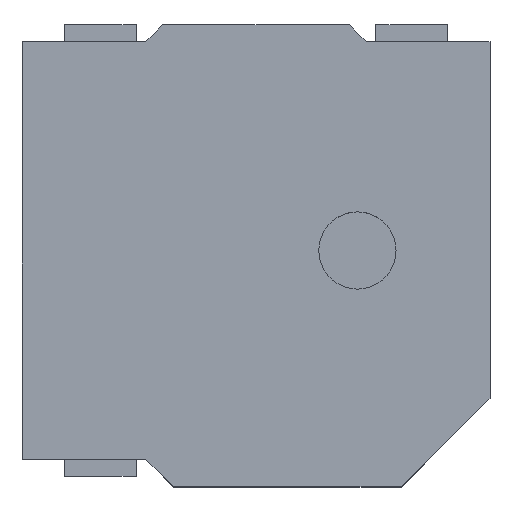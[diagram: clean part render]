
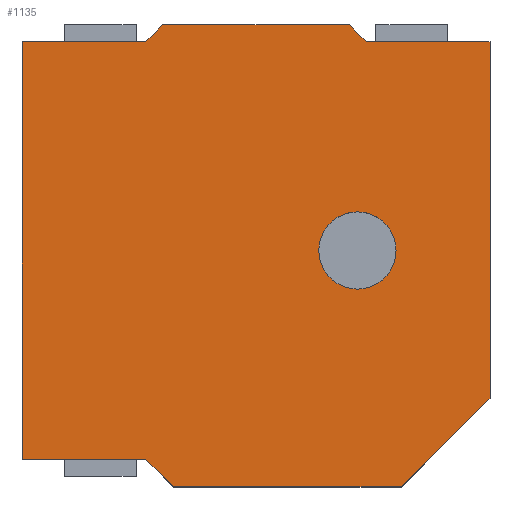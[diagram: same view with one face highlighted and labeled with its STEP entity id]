
A CAD part, top view. The second image highlights one B-rep face of the part: STEP entity #1135.
In plain terms, the highlighted planar face has unit normal (0, 0, 1).
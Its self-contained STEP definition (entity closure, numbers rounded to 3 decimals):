
#22=FACE_BOUND('',#127,.T.);
#28=CIRCLE('',#1195,0.435);
#61=FACE_OUTER_BOUND('',#126,.T.);
#126=EDGE_LOOP('',(#835,#836,#837,#838,#839,#840,#841,#842,#843,#844,#845));
#127=EDGE_LOOP('',(#846));
#222=LINE('',#1681,#361);
#224=LINE('',#1685,#363);
#227=LINE('',#1691,#366);
#230=LINE('',#1697,#369);
#233=LINE('',#1702,#372);
#235=LINE('',#1706,#374);
#238=LINE('',#1712,#377);
#241=LINE('',#1718,#380);
#244=LINE('',#1723,#383);
#247=LINE('',#1729,#386);
#249=LINE('',#1732,#388);
#361=VECTOR('',#1351,1.);
#363=VECTOR('',#1355,1.);
#366=VECTOR('',#1360,1.);
#369=VECTOR('',#1365,1.);
#372=VECTOR('',#1370,1.);
#374=VECTOR('',#1374,1.);
#377=VECTOR('',#1379,1.);
#380=VECTOR('',#1384,1.);
#383=VECTOR('',#1389,1.);
#386=VECTOR('',#1394,1.);
#388=VECTOR('',#1398,1.);
#476=VERTEX_POINT('',#1627);
#495=VERTEX_POINT('',#1678);
#496=VERTEX_POINT('',#1680);
#497=VERTEX_POINT('',#1684);
#499=VERTEX_POINT('',#1690);
#501=VERTEX_POINT('',#1696);
#502=VERTEX_POINT('',#1701);
#503=VERTEX_POINT('',#1705);
#505=VERTEX_POINT('',#1711);
#507=VERTEX_POINT('',#1717);
#508=VERTEX_POINT('',#1721);
#510=VERTEX_POINT('',#1727);
#572=EDGE_CURVE('',#476,#476,#28,.T.);
#599=EDGE_CURVE('',#496,#495,#222,.T.);
#601=EDGE_CURVE('',#497,#496,#224,.T.);
#604=EDGE_CURVE('',#499,#497,#227,.T.);
#607=EDGE_CURVE('',#501,#499,#230,.T.);
#610=EDGE_CURVE('',#502,#501,#233,.T.);
#612=EDGE_CURVE('',#503,#502,#235,.T.);
#615=EDGE_CURVE('',#505,#503,#238,.T.);
#618=EDGE_CURVE('',#507,#505,#241,.T.);
#621=EDGE_CURVE('',#495,#508,#244,.T.);
#624=EDGE_CURVE('',#508,#510,#247,.T.);
#626=EDGE_CURVE('',#510,#507,#249,.T.);
#835=ORIENTED_EDGE('',*,*,#615,.T.);
#836=ORIENTED_EDGE('',*,*,#612,.T.);
#837=ORIENTED_EDGE('',*,*,#610,.T.);
#838=ORIENTED_EDGE('',*,*,#607,.T.);
#839=ORIENTED_EDGE('',*,*,#604,.T.);
#840=ORIENTED_EDGE('',*,*,#601,.T.);
#841=ORIENTED_EDGE('',*,*,#599,.T.);
#842=ORIENTED_EDGE('',*,*,#621,.T.);
#843=ORIENTED_EDGE('',*,*,#624,.T.);
#844=ORIENTED_EDGE('',*,*,#626,.T.);
#845=ORIENTED_EDGE('',*,*,#618,.T.);
#846=ORIENTED_EDGE('',*,*,#572,.F.);
#1011=PLANE('',#1218);
#1135=ADVANCED_FACE('',(#61,#22),#1011,.F.);
#1195=AXIS2_PLACEMENT_3D('',#1629,#1313,#1314);
#1218=AXIS2_PLACEMENT_3D('',#1745,#1418,#1419);
#1313=DIRECTION('center_axis',(0.,0.,1.));
#1314=DIRECTION('ref_axis',(-1.,0.,0.));
#1351=DIRECTION('',(0.,-1.,0.));
#1355=DIRECTION('',(-1.,0.,0.));
#1360=DIRECTION('',(-0.707,-0.707,0.));
#1365=DIRECTION('',(-1.,0.,0.));
#1370=DIRECTION('',(-0.707,0.707,0.));
#1374=DIRECTION('',(-1.,0.,0.));
#1379=DIRECTION('',(0.,1.,0.));
#1384=DIRECTION('',(0.707,0.707,0.));
#1389=DIRECTION('',(1.,0.,0.));
#1394=DIRECTION('',(0.707,-0.707,0.));
#1398=DIRECTION('',(1.,0.,0.));
#1418=DIRECTION('center_axis',(0.,0.,-1.));
#1419=DIRECTION('ref_axis',(1.,0.,0.));
#1627=CARTESIAN_POINT('',(1.588,0.06,2.01));
#1629=CARTESIAN_POINT('Origin',(1.153,0.06,2.01));
#1678=CARTESIAN_POINT('',(-2.621,-2.29,2.01));
#1680=CARTESIAN_POINT('',(-2.621,2.41,2.01));
#1681=CARTESIAN_POINT('',(-2.621,2.41,2.01));
#1684=CARTESIAN_POINT('',(-1.228,2.41,2.01));
#1685=CARTESIAN_POINT('',(-1.228,2.41,2.01));
#1690=CARTESIAN_POINT('',(-1.038,2.6,2.01));
#1691=CARTESIAN_POINT('',(-1.038,2.6,2.01));
#1696=CARTESIAN_POINT('',(1.062,2.6,2.01));
#1697=CARTESIAN_POINT('',(1.062,2.6,2.01));
#1701=CARTESIAN_POINT('',(1.251,2.41,2.01));
#1702=CARTESIAN_POINT('',(1.251,2.41,2.01));
#1705=CARTESIAN_POINT('',(2.645,2.41,2.01));
#1706=CARTESIAN_POINT('',(2.645,2.41,2.01));
#1711=CARTESIAN_POINT('',(2.645,-1.6,2.01));
#1712=CARTESIAN_POINT('',(2.645,2.41,2.01));
#1717=CARTESIAN_POINT('',(1.645,-2.6,2.01));
#1718=CARTESIAN_POINT('',(2.645,-1.6,2.01));
#1721=CARTESIAN_POINT('',(-1.228,-2.29,2.01));
#1723=CARTESIAN_POINT('',(-1.228,-2.29,2.01));
#1727=CARTESIAN_POINT('',(-0.917,-2.6,2.01));
#1729=CARTESIAN_POINT('',(-0.917,-2.6,2.01));
#1732=CARTESIAN_POINT('',(1.645,-2.6,2.01));
#1745=CARTESIAN_POINT('Origin',(0.012,0.06,2.01));
